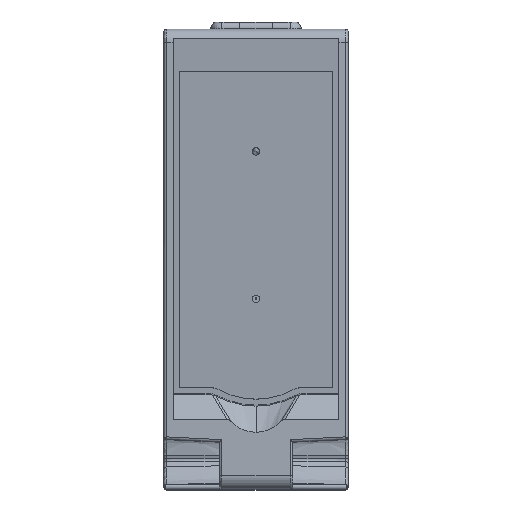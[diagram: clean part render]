
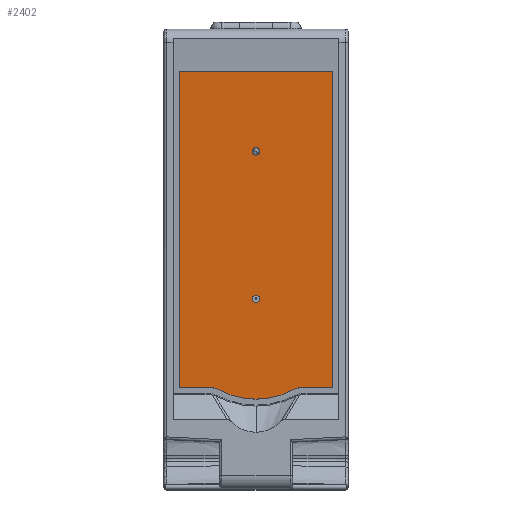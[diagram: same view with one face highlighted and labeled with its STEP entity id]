
A CAD part, top view. The second image highlights one B-rep face of the part: STEP entity #2402.
In plain terms, the highlighted planar face has unit normal (0, -0.096, 0.995).
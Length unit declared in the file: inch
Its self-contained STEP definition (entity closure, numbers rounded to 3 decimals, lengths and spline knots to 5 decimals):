
#52 = CARTESIAN_POINT ( 'NONE',  ( 0.19412, 0.35688, -0.1532 ) ) ;
#155 = CARTESIAN_POINT ( 'NONE',  ( 0.32874, 1.7889, -0.01532 ) ) ;
#325 = CARTESIAN_POINT ( 'NONE',  ( -0.32874, 0.43526, -0.14566 ) ) ;
#327 = DIRECTION ( 'NONE',  ( 0., -0.096, 0.995 ) ) ;
#448 = VECTOR ( 'NONE', #1243, 39.37008 ) ;
#527 = DIRECTION ( 'NONE',  ( 0., -0.995, -0.096 ) ) ;
#658 = CIRCLE ( 'NONE', #4429, 0.32874 ) ;
#1003 = DIRECTION ( 'NONE',  ( -1., 0., 0. ) ) ;
#1101 = DIRECTION ( 'NONE',  ( 0., 0.995, 0.096 ) ) ;
#1243 = DIRECTION ( 'NONE',  ( -1., 0., 0. ) ) ;
#1250 = VECTOR ( 'NONE', #9000, 39.37008 ) ;
#1853 = DIRECTION ( 'NONE',  ( 0., -0.995, -0.096 ) ) ;
#1862 = DIRECTION ( 'NONE',  ( 0., 0.096, -0.995 ) ) ;
#2044 = CARTESIAN_POINT ( 'NONE',  ( -0.32874, 0.43526, -0.14566 ) ) ;
#2120 = CARTESIAN_POINT ( 'NONE',  ( 0.17302, 0.43526, -0.14566 ) ) ;
#2131 = VECTOR ( 'NONE', #1003, 39.37008 ) ;
#2192 = VERTEX_POINT ( 'NONE', #2044 ) ;
#2402 = ADVANCED_FACE ( 'NONE', ( #10360 ), #9564, .T. ) ;
#2403 = VERTEX_POINT ( 'NONE', #12604 ) ;
#2943 = DIRECTION ( 'NONE',  ( 0., -0.995, -0.096 ) ) ;
#2999 = EDGE_CURVE ( 'NONE', #2403, #7689, #9201, .T. ) ;
#3073 = LINE ( 'NONE', #10143, #4543 ) ;
#3195 = ORIENTED_EDGE ( 'NONE', *, *, #6756, .F. ) ;
#3411 = CARTESIAN_POINT ( 'NONE',  ( -0.19412, 0.43526, -0.14566 ) ) ;
#3493 = CIRCLE ( 'NONE', #6005, 0.07874 ) ;
#3786 = VERTEX_POINT ( 'NONE', #3411 ) ;
#3799 = DIRECTION ( 'NONE',  ( 0., 0.096, -0.995 ) ) ;
#4018 = CIRCLE ( 'NONE', #12245, 0.07874 ) ;
#4083 = DIRECTION ( 'NONE',  ( 0., 0.096, -0.995 ) ) ;
#4378 = ORIENTED_EDGE ( 'NONE', *, *, #6260, .F. ) ;
#4429 = AXIS2_PLACEMENT_3D ( 'NONE', #9039, #4083, #1853 ) ;
#4543 = VECTOR ( 'NONE', #1101, 39.37008 ) ;
#4571 = VERTEX_POINT ( 'NONE', #6798 ) ;
#5081 = LINE ( 'NONE', #2120, #2131 ) ;
#5186 = DIRECTION ( 'NONE',  ( 1., 0., 0. ) ) ;
#5328 = LINE ( 'NONE', #325, #448 ) ;
#5330 = CARTESIAN_POINT ( 'NONE',  ( 0., 0.7135, -0.11887 ) ) ;
#5438 = EDGE_CURVE ( 'NONE', #3786, #9779, #3493, .T. ) ;
#5494 = ORIENTED_EDGE ( 'NONE', *, *, #10049, .F. ) ;
#5876 = VERTEX_POINT ( 'NONE', #7654 ) ;
#6005 = AXIS2_PLACEMENT_3D ( 'NONE', #6799, #1862, #12810 ) ;
#6260 = EDGE_CURVE ( 'NONE', #2192, #5876, #3073, .T. ) ;
#6308 = LINE ( 'NONE', #9430, #6549 ) ;
#6549 = VECTOR ( 'NONE', #5186, 39.37008 ) ;
#6756 = EDGE_CURVE ( 'NONE', #5876, #2403, #6308, .T. ) ;
#6798 = CARTESIAN_POINT ( 'NONE',  ( 0.19412, 0.43526, -0.14566 ) ) ;
#6799 = CARTESIAN_POINT ( 'NONE',  ( -0.19412, 0.35688, -0.1532 ) ) ;
#7579 = EDGE_LOOP ( 'NONE', ( #12379, #5494, #10674, #3195, #4378, #9408, #7837, #9804 ) ) ;
#7654 = CARTESIAN_POINT ( 'NONE',  ( -0.32874, 1.7889, -0.01532 ) ) ;
#7689 = VERTEX_POINT ( 'NONE', #10357 ) ;
#7837 = ORIENTED_EDGE ( 'NONE', *, *, #5438, .T. ) ;
#8072 = AXIS2_PLACEMENT_3D ( 'NONE', #5330, #327, #527 ) ;
#8822 = EDGE_CURVE ( 'NONE', #3786, #2192, #5328, .T. ) ;
#9000 = DIRECTION ( 'NONE',  ( 0., -0.995, -0.096 ) ) ;
#9039 = CARTESIAN_POINT ( 'NONE',  ( 0., 0.7135, -0.11887 ) ) ;
#9201 = LINE ( 'NONE', #155, #1250 ) ;
#9408 = ORIENTED_EDGE ( 'NONE', *, *, #8822, .F. ) ;
#9430 = CARTESIAN_POINT ( 'NONE',  ( -0.32874, 1.7889, -0.01532 ) ) ;
#9564 = PLANE ( 'NONE',  #8072 ) ;
#9714 = VERTEX_POINT ( 'NONE', #10837 ) ;
#9779 = VERTEX_POINT ( 'NONE', #10259 ) ;
#9804 = ORIENTED_EDGE ( 'NONE', *, *, #11363, .F. ) ;
#10049 = EDGE_CURVE ( 'NONE', #7689, #4571, #5081, .T. ) ;
#10143 = CARTESIAN_POINT ( 'NONE',  ( -0.32874, 0.43526, -0.14566 ) ) ;
#10259 = CARTESIAN_POINT ( 'NONE',  ( -0.15661, 0.42579, -0.14657 ) ) ;
#10357 = CARTESIAN_POINT ( 'NONE',  ( 0.32874, 0.43526, -0.14566 ) ) ;
#10360 = FACE_OUTER_BOUND ( 'NONE', #7579, .T. ) ;
#10674 = ORIENTED_EDGE ( 'NONE', *, *, #2999, .F. ) ;
#10837 = CARTESIAN_POINT ( 'NONE',  ( 0.15661, 0.42579, -0.14657 ) ) ;
#11363 = EDGE_CURVE ( 'NONE', #9714, #9779, #658, .T. ) ;
#12245 = AXIS2_PLACEMENT_3D ( 'NONE', #52, #3799, #2943 ) ;
#12379 = ORIENTED_EDGE ( 'NONE', *, *, #12404, .T. ) ;
#12404 = EDGE_CURVE ( 'NONE', #9714, #4571, #4018, .T. ) ;
#12604 = CARTESIAN_POINT ( 'NONE',  ( 0.32874, 1.7889, -0.01532 ) ) ;
#12810 = DIRECTION ( 'NONE',  ( 0., -0.995, -0.096 ) ) ;
